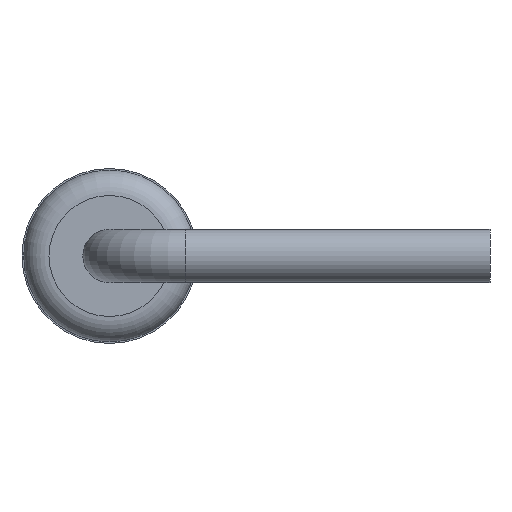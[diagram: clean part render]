
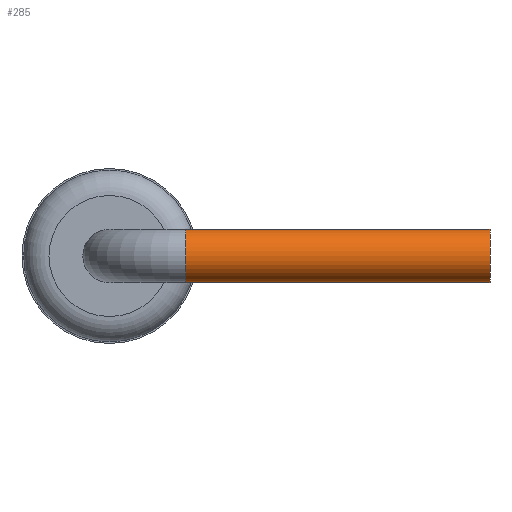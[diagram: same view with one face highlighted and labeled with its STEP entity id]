
A CAD part, left-side view. The second image highlights one B-rep face of the part: STEP entity #285.
In plain terms, the highlighted cylindrical face has radius 0.267 mm (diameter 0.533 mm), a full revolution.
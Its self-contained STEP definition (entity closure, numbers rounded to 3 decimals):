
#20=LINE('',#528,#26);
#26=VECTOR('',#432,0.267);
#32=CYLINDRICAL_SURFACE('',#340,0.267);
#49=FACE_OUTER_BOUND('',#67,.T.);
#67=EDGE_LOOP('',(#225,#226,#227,#228,#229,#230,#231));
#93=CIRCLE('',#337,0.267);
#94=CIRCLE('',#338,0.267);
#95=CIRCLE('',#339,0.267);
#96=CIRCLE('',#341,0.267);
#97=CIRCLE('',#342,0.267);
#124=VERTEX_POINT('',#517);
#125=VERTEX_POINT('',#519);
#126=VERTEX_POINT('',#521);
#127=VERTEX_POINT('',#525);
#128=VERTEX_POINT('',#526);
#160=EDGE_CURVE('',#124,#125,#93,.T.);
#161=EDGE_CURVE('',#125,#126,#94,.T.);
#162=EDGE_CURVE('',#126,#124,#95,.T.);
#163=EDGE_CURVE('',#127,#128,#96,.T.);
#164=EDGE_CURVE('',#128,#126,#20,.T.);
#165=EDGE_CURVE('',#128,#127,#97,.T.);
#225=ORIENTED_EDGE('',*,*,#163,.T.);
#226=ORIENTED_EDGE('',*,*,#164,.T.);
#227=ORIENTED_EDGE('',*,*,#161,.F.);
#228=ORIENTED_EDGE('',*,*,#160,.F.);
#229=ORIENTED_EDGE('',*,*,#162,.F.);
#230=ORIENTED_EDGE('',*,*,#164,.F.);
#231=ORIENTED_EDGE('',*,*,#165,.T.);
#285=ADVANCED_FACE('',(#49),#32,.T.);
#337=AXIS2_PLACEMENT_3D('',#520,#422,#423);
#338=AXIS2_PLACEMENT_3D('',#522,#424,#425);
#339=AXIS2_PLACEMENT_3D('',#523,#426,#427);
#340=AXIS2_PLACEMENT_3D('',#524,#428,#429);
#341=AXIS2_PLACEMENT_3D('',#527,#430,#431);
#342=AXIS2_PLACEMENT_3D('',#529,#433,#434);
#422=DIRECTION('center_axis',(0.,1.,0.));
#423=DIRECTION('ref_axis',(0.,0.,1.));
#424=DIRECTION('center_axis',(0.,1.,0.));
#425=DIRECTION('ref_axis',(0.,0.,1.));
#426=DIRECTION('center_axis',(0.,1.,0.));
#427=DIRECTION('ref_axis',(0.,0.,1.));
#428=DIRECTION('center_axis',(0.,-1.,0.));
#429=DIRECTION('ref_axis',(0.,0.,-1.));
#430=DIRECTION('center_axis',(0.,1.,0.));
#431=DIRECTION('ref_axis',(0.,0.,1.));
#432=DIRECTION('',(0.,1.,0.));
#433=DIRECTION('center_axis',(0.,1.,0.));
#434=DIRECTION('ref_axis',(0.,0.,1.));
#517=CARTESIAN_POINT('',(0.347,0.508,0.));
#519=CARTESIAN_POINT('',(0.08,0.508,-0.267));
#520=CARTESIAN_POINT('Origin',(0.08,0.508,0.));
#521=CARTESIAN_POINT('',(0.08,0.508,0.267));
#522=CARTESIAN_POINT('Origin',(0.08,0.508,0.));
#523=CARTESIAN_POINT('Origin',(0.08,0.508,0.));
#524=CARTESIAN_POINT('Origin',(0.08,0.508,0.));
#525=CARTESIAN_POINT('',(0.08,-2.54,-0.267));
#526=CARTESIAN_POINT('',(0.08,-2.54,0.267));
#527=CARTESIAN_POINT('Origin',(0.08,-2.54,0.));
#528=CARTESIAN_POINT('',(0.08,0.508,0.267));
#529=CARTESIAN_POINT('Origin',(0.08,-2.54,0.));
